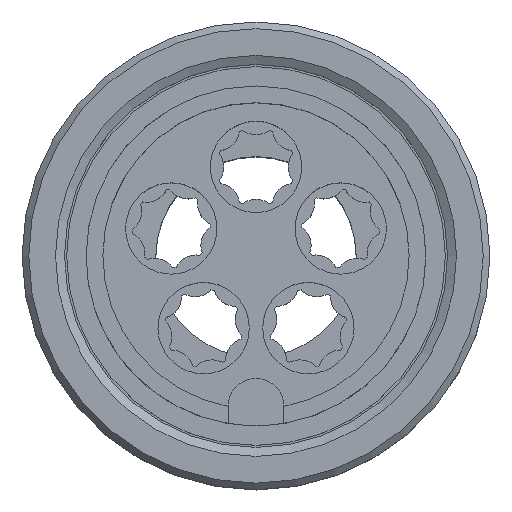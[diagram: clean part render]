
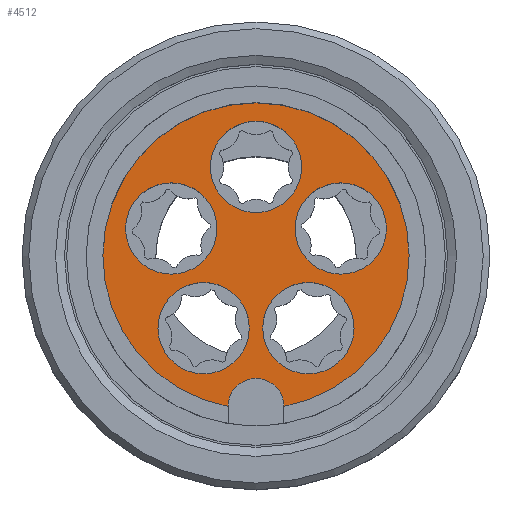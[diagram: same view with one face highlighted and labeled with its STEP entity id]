
A CAD part, top view. The second image highlights one B-rep face of the part: STEP entity #4512.
In plain terms, the highlighted planar face has unit normal (0, 0, 1).
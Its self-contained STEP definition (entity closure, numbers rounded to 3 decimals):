
#140=PLANE('',#4985);
#247=LINE('',#6872,#543);
#251=LINE('',#6881,#547);
#543=VECTOR('',#5352,1000.);
#547=VECTOR('',#5358,1000.);
#1262=ORIENTED_EDGE('',*,*,#2127,.F.);
#1263=ORIENTED_EDGE('',*,*,#2117,.F.);
#1264=ORIENTED_EDGE('',*,*,#2124,.F.);
#1265=ORIENTED_EDGE('',*,*,#2121,.F.);
#1266=ORIENTED_EDGE('',*,*,#2470,.T.);
#1267=ORIENTED_EDGE('',*,*,#2471,.F.);
#1268=ORIENTED_EDGE('',*,*,#2472,.F.);
#1269=ORIENTED_EDGE('',*,*,#2473,.F.);
#1270=ORIENTED_EDGE('',*,*,#2474,.F.);
#2117=EDGE_CURVE('',#2753,#2754,#247,.T.);
#2121=EDGE_CURVE('',#2757,#2758,#251,.T.);
#2124=EDGE_CURVE('',#2758,#2753,#3194,.T.);
#2127=EDGE_CURVE('',#2754,#2757,#3195,.T.);
#2470=EDGE_CURVE('',#3065,#3065,#3336,.T.);
#2471=EDGE_CURVE('',#3066,#3066,#3337,.T.);
#2472=EDGE_CURVE('',#3067,#3067,#3338,.T.);
#2473=EDGE_CURVE('',#3068,#3068,#3339,.T.);
#2474=EDGE_CURVE('',#3069,#3069,#3340,.T.);
#2753=VERTEX_POINT('',#6871);
#2754=VERTEX_POINT('',#6873);
#2757=VERTEX_POINT('',#6880);
#2758=VERTEX_POINT('',#6882);
#3065=VERTEX_POINT('',#7805);
#3066=VERTEX_POINT('',#7807);
#3067=VERTEX_POINT('',#7809);
#3068=VERTEX_POINT('',#7811);
#3069=VERTEX_POINT('',#7813);
#3194=CIRCLE('',#4730,2.5);
#3195=CIRCLE('',#4732,13.75);
#3336=CIRCLE('',#4986,4.1);
#3337=CIRCLE('',#4987,4.1);
#3338=CIRCLE('',#4988,4.1);
#3339=CIRCLE('',#4989,4.1);
#3340=CIRCLE('',#4990,4.1);
#3630=EDGE_LOOP('',(#1262,#1263,#1264,#1265));
#3631=EDGE_LOOP('',(#1266));
#3632=EDGE_LOOP('',(#1267));
#3633=EDGE_LOOP('',(#1268));
#3634=EDGE_LOOP('',(#1269));
#3635=EDGE_LOOP('',(#1270));
#4032=FACE_BOUND('',#3630,.T.);
#4033=FACE_BOUND('',#3631,.T.);
#4034=FACE_BOUND('',#3632,.T.);
#4035=FACE_BOUND('',#3633,.T.);
#4036=FACE_BOUND('',#3634,.T.);
#4037=FACE_BOUND('',#3635,.T.);
#4512=ADVANCED_FACE('',(#4032,#4033,#4034,#4035,#4036,#4037),#140,.F.);
#4730=AXIS2_PLACEMENT_3D('',#6886,#5364,#5365);
#4732=AXIS2_PLACEMENT_3D('',#6890,#5370,#5371);
#4985=AXIS2_PLACEMENT_3D('',#7803,#6038,#6039);
#4986=AXIS2_PLACEMENT_3D('',#7804,#6040,#6041);
#4987=AXIS2_PLACEMENT_3D('',#7806,#6042,#6043);
#4988=AXIS2_PLACEMENT_3D('',#7808,#6044,#6045);
#4989=AXIS2_PLACEMENT_3D('',#7810,#6046,#6047);
#4990=AXIS2_PLACEMENT_3D('',#7812,#6048,#6049);
#5352=DIRECTION('',(0.,-1.,0.));
#5358=DIRECTION('',(0.,1.,0.));
#5364=DIRECTION('',(0.,0.,1.));
#5365=DIRECTION('',(1.,0.,0.));
#5370=DIRECTION('',(0.,0.,-1.));
#5371=DIRECTION('',(-1.,0.,0.));
#6038=DIRECTION('',(0.,0.,-1.));
#6039=DIRECTION('',(-1.,0.,0.));
#6040=DIRECTION('',(0.,0.,-1.));
#6041=DIRECTION('',(-1.,0.,0.));
#6042=DIRECTION('',(0.,0.,1.));
#6043=DIRECTION('',(1.,0.,0.));
#6044=DIRECTION('',(0.,0.,1.));
#6045=DIRECTION('',(1.,0.,0.));
#6046=DIRECTION('',(0.,0.,1.));
#6047=DIRECTION('',(1.,0.,0.));
#6048=DIRECTION('',(0.,0.,1.));
#6049=DIRECTION('',(1.,0.,0.));
#6871=CARTESIAN_POINT('',(-2.5,-13.5,3.5));
#6872=CARTESIAN_POINT('',(-2.5,-13.5,3.5));
#6873=CARTESIAN_POINT('',(-2.5,-13.521,3.5));
#6880=CARTESIAN_POINT('',(2.5,-13.521,3.5));
#6881=CARTESIAN_POINT('',(2.5,0.,3.5));
#6882=CARTESIAN_POINT('',(2.5,-13.5,3.5));
#6886=CARTESIAN_POINT('',(0.,-13.5,3.5));
#6890=CARTESIAN_POINT('',(0.,0.,3.5));
#7803=CARTESIAN_POINT('',(0.,0.,3.5));
#7804=CARTESIAN_POINT('',(0.,8.,3.5));
#7805=CARTESIAN_POINT('',(-4.1,8.,3.5));
#7806=CARTESIAN_POINT('',(-7.608,2.472,3.5));
#7807=CARTESIAN_POINT('',(-3.508,2.472,3.5));
#7808=CARTESIAN_POINT('',(-4.702,-6.472,3.5));
#7809=CARTESIAN_POINT('',(-0.602,-6.472,3.5));
#7810=CARTESIAN_POINT('',(4.702,-6.472,3.5));
#7811=CARTESIAN_POINT('',(8.802,-6.472,3.5));
#7812=CARTESIAN_POINT('',(7.608,2.472,3.5));
#7813=CARTESIAN_POINT('',(11.708,2.472,3.5));
